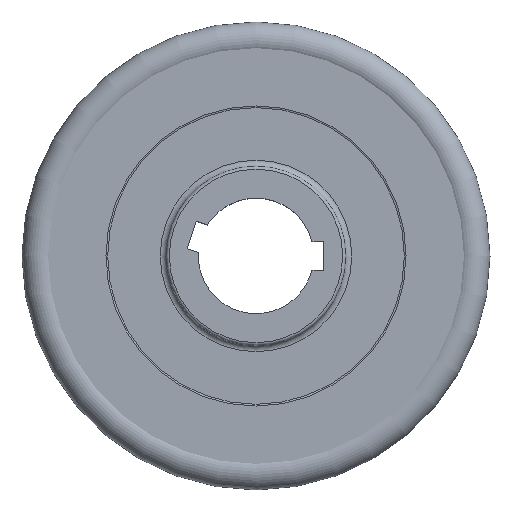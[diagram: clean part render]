
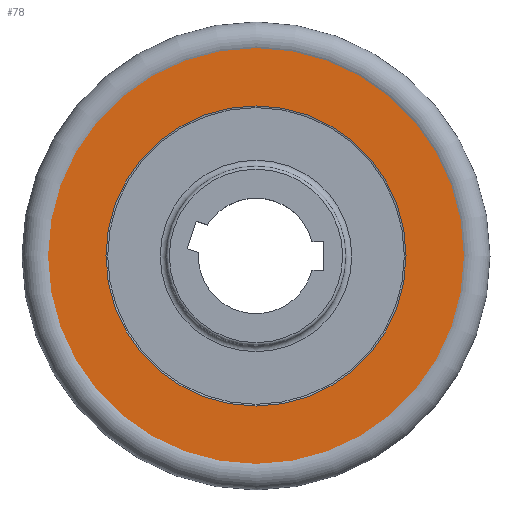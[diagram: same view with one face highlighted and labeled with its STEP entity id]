
A CAD part, top view. The second image highlights one B-rep face of the part: STEP entity #78.
In plain terms, the highlighted planar face has unit normal (0, 0, 1).
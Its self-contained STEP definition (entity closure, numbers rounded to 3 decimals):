
#78=ADVANCED_FACE('',(#168,#169),#96,.T.);
#96=PLANE('',#470);
#168=FACE_BOUND('',#209,.T.);
#169=FACE_BOUND('',#210,.T.);
#209=EDGE_LOOP('',(#275));
#210=EDGE_LOOP('',(#276));
#275=ORIENTED_EDGE('',*,*,#381,.T.);
#276=ORIENTED_EDGE('',*,*,#380,.F.);
#341=VERTEX_POINT('',#694);
#342=VERTEX_POINT('',#697);
#380=EDGE_CURVE('',#341,#341,#406,.T.);
#381=EDGE_CURVE('',#342,#342,#407,.T.);
#406=CIRCLE('',#467,72.193);
#407=CIRCLE('',#469,49.5);
#467=AXIS2_PLACEMENT_3D('',#693,#570,#571);
#469=AXIS2_PLACEMENT_3D('',#696,#574,#575);
#470=AXIS2_PLACEMENT_3D('',#698,#576,#577);
#570=DIRECTION('',(0.,0.,-1.));
#571=DIRECTION('',(-1.,0.,0.));
#574=DIRECTION('',(0.,0.,-1.));
#575=DIRECTION('',(-1.,0.,0.));
#576=DIRECTION('',(0.,0.,1.));
#577=DIRECTION('',(1.,0.,0.));
#693=CARTESIAN_POINT('',(0.,0.,-2.587));
#694=CARTESIAN_POINT('',(-72.193,0.,-2.587));
#696=CARTESIAN_POINT('',(0.,0.,-2.588));
#697=CARTESIAN_POINT('',(-49.5,0.,-2.588));
#698=CARTESIAN_POINT('',(0.,-72.193,-2.587));
